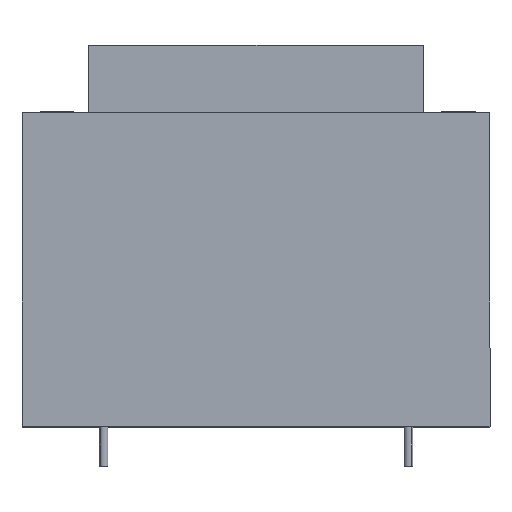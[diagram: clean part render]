
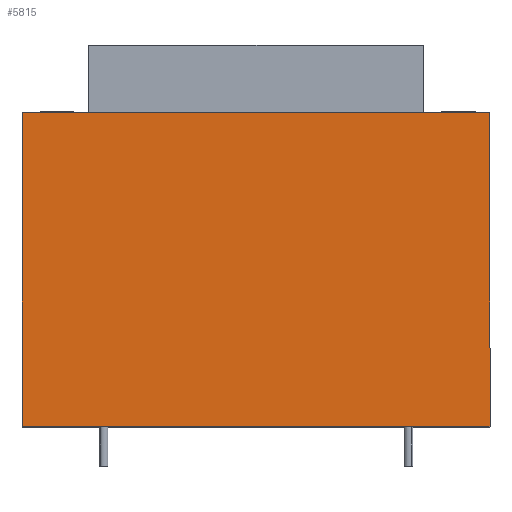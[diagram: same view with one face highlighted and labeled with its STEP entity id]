
A CAD part, top view. The second image highlights one B-rep face of the part: STEP entity #5815.
In plain terms, the highlighted planar face has unit normal (0, 0, 1).
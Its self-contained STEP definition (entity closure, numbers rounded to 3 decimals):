
#21 = ORIENTED_EDGE ( 'NONE', *, *, #6071, .F. ) ;
#196 = VERTEX_POINT ( 'NONE', #2161 ) ;
#210 = DIRECTION ( 'NONE',  ( 1., 0., 0. ) ) ;
#905 = DIRECTION ( 'NONE',  ( -1., 0., 0. ) ) ;
#1086 = CARTESIAN_POINT ( 'NONE',  ( 21.1, 28.3, 25.15 ) ) ;
#1371 = VERTEX_POINT ( 'NONE', #3560 ) ;
#1998 = CARTESIAN_POINT ( 'NONE',  ( -10.55, 0., 25.15 ) ) ;
#2161 = CARTESIAN_POINT ( 'NONE',  ( -21.1, 28.3, 25.15 ) ) ;
#2513 = VECTOR ( 'NONE', #4679, 1000. ) ;
#2604 = LINE ( 'NONE', #4155, #4156 ) ;
#2795 = CARTESIAN_POINT ( 'NONE',  ( -21.1, 0., 25.15 ) ) ;
#3271 = PLANE ( 'NONE',  #8081 ) ;
#3312 = EDGE_CURVE ( 'Defeature ausgef�hrt2_101+Defeature ausgef�hrt2_184+Defeature ausgef�hrt2_183+Defeature ausgef�hrt2_185', #8084, #196, #4779, .T. ) ;
#3560 = CARTESIAN_POINT ( 'NONE',  ( 21.1, 0., 25.15 ) ) ;
#3647 = EDGE_CURVE ( 'Defeature ausgef�hrt2_184+Defeature ausgef�hrt2_186+Defeature ausgef�hrt2_183+Defeature ausgef�hrt2_185', #1371, #8077, #4054, .T. ) ;
#3865 = CARTESIAN_POINT ( 'NONE',  ( 21.1, 0., 25.15 ) ) ;
#3927 = EDGE_CURVE ( 'Defeature ausgef�hrt2_185+Defeature ausgef�hrt2_184+Defeature ausgef�hrt2_101+Defeature ausgef�hrt2_186', #196, #8077, #2604, .T. ) ;
#4044 = DIRECTION ( 'NONE',  ( -1., 0., 0. ) ) ;
#4054 = LINE ( 'NONE', #3865, #7132 ) ;
#4155 = CARTESIAN_POINT ( 'NONE',  ( -10.55, 28.3, 25.15 ) ) ;
#4156 = VECTOR ( 'NONE', #210, 1000. ) ;
#4679 = DIRECTION ( 'NONE',  ( 0., 1., 0. ) ) ;
#4779 = LINE ( 'NONE', #2795, #2513 ) ;
#5249 = DIRECTION ( 'NONE',  ( 0., 0., -1. ) ) ;
#5571 = CARTESIAN_POINT ( 'NONE',  ( -10.55, 0., 25.15 ) ) ;
#5760 = CARTESIAN_POINT ( 'NONE',  ( -21.1, 0., 25.15 ) ) ;
#5815 = ADVANCED_FACE ( 'Defeature ausgef�hrt2_184', ( #7139 ), #3271, .F. ) ;
#5859 = DIRECTION ( 'NONE',  ( 0., 1., 0. ) ) ;
#6011 = ORIENTED_EDGE ( 'NONE', *, *, #3647, .T. ) ;
#6071 = EDGE_CURVE ( 'Defeature ausgef�hrt2_183+Defeature ausgef�hrt2_184+Defeature ausgef�hrt2_186+Defeature ausgef�hrt2_101', #1371, #8084, #6924, .T. ) ;
#6425 = ORIENTED_EDGE ( 'NONE', *, *, #3927, .F. ) ;
#6924 = LINE ( 'NONE', #5571, #7731 ) ;
#6971 = ORIENTED_EDGE ( 'NONE', *, *, #3312, .F. ) ;
#7132 = VECTOR ( 'NONE', #5859, 1000. ) ;
#7139 = FACE_OUTER_BOUND ( 'NONE', #8223, .T. ) ;
#7731 = VECTOR ( 'NONE', #905, 1000. ) ;
#8077 = VERTEX_POINT ( 'NONE', #1086 ) ;
#8081 = AXIS2_PLACEMENT_3D ( 'NONE', #1998, #5249, #4044 ) ;
#8084 = VERTEX_POINT ( 'NONE', #5760 ) ;
#8223 = EDGE_LOOP ( 'NONE', ( #6971, #21, #6011, #6425 ) ) ;
